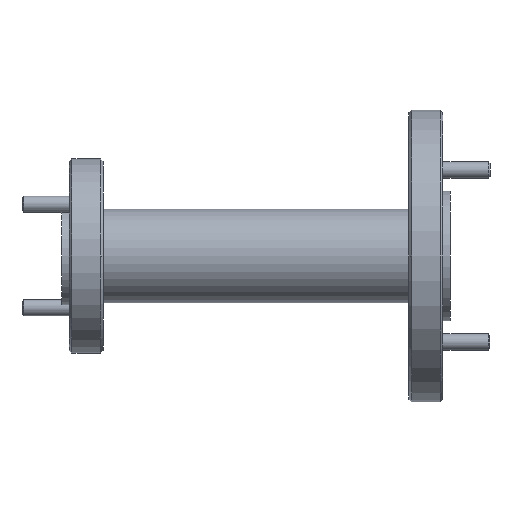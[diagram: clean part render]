
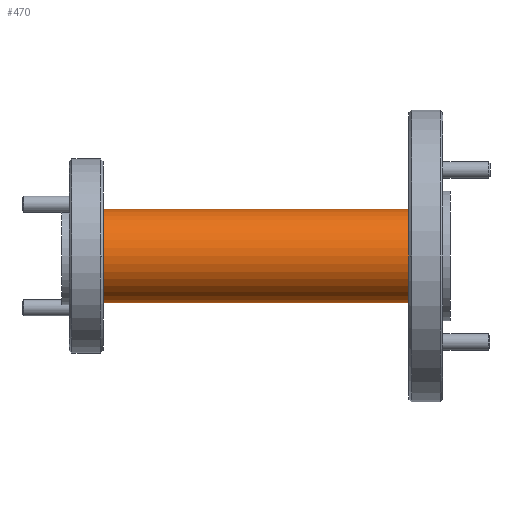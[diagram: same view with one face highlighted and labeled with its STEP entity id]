
A CAD part, front view. The second image highlights one B-rep face of the part: STEP entity #470.
In plain terms, the highlighted cylindrical face has radius 4.572 mm (diameter 9.144 mm), a partial arc.
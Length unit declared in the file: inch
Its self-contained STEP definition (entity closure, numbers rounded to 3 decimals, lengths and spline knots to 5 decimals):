
#22 = CARTESIAN_POINT ( 'NONE',  ( -0.90134, 0.77055, 0.44346 ) ) ;
#136 = CIRCLE ( 'NONE', #3619, 0.18 ) ;
#241 = DIRECTION ( 'NONE',  ( 0., 0., 1. ) ) ;
#393 = ORIENTED_EDGE ( 'NONE', *, *, #1699, .F. ) ;
#430 = LINE ( 'NONE', #3862, #3409 ) ;
#470 = ADVANCED_FACE ( 'NONE', ( #1889 ), #2727, .T. ) ;
#677 = CARTESIAN_POINT ( 'NONE',  ( -2.24134, 0.77055, 0.08346 ) ) ;
#832 = CARTESIAN_POINT ( 'NONE',  ( -0.90134, 0.77055, 0.26346 ) ) ;
#893 = DIRECTION ( 'NONE',  ( 1., 0., 0. ) ) ;
#1067 = DIRECTION ( 'NONE',  ( -1., 0., 0. ) ) ;
#1276 = EDGE_CURVE ( 'NONE', #3846, #1419, #3439, .T. ) ;
#1372 = AXIS2_PLACEMENT_3D ( 'NONE', #832, #2945, #241 ) ;
#1419 = VERTEX_POINT ( 'NONE', #22 ) ;
#1474 = CARTESIAN_POINT ( 'NONE',  ( -2.08134, 0.77055, 0.08346 ) ) ;
#1483 = DIRECTION ( 'NONE',  ( -1., 0., 0. ) ) ;
#1593 = EDGE_CURVE ( 'NONE', #1419, #2026, #430, .T. ) ;
#1699 = EDGE_CURVE ( 'NONE', #3846, #2260, #2427, .T. ) ;
#1889 = FACE_OUTER_BOUND ( 'NONE', #3393, .T. ) ;
#2026 = VERTEX_POINT ( 'NONE', #2968 ) ;
#2115 = ORIENTED_EDGE ( 'NONE', *, *, #3220, .T. ) ;
#2260 = VERTEX_POINT ( 'NONE', #1474 ) ;
#2289 = DIRECTION ( 'NONE',  ( 0., 0., 1. ) ) ;
#2301 = ORIENTED_EDGE ( 'NONE', *, *, #1593, .T. ) ;
#2417 = CARTESIAN_POINT ( 'NONE',  ( -0.90134, 0.77055, 0.08346 ) ) ;
#2427 = LINE ( 'NONE', #677, #2885 ) ;
#2697 = DIRECTION ( 'NONE',  ( 0., 0., 1. ) ) ;
#2727 = CYLINDRICAL_SURFACE ( 'NONE', #3596, 0.18 ) ;
#2779 = ORIENTED_EDGE ( 'NONE', *, *, #1276, .T. ) ;
#2885 = VECTOR ( 'NONE', #1067, 39.37008 ) ;
#2945 = DIRECTION ( 'NONE',  ( -1., 0., 0. ) ) ;
#2968 = CARTESIAN_POINT ( 'NONE',  ( -2.08134, 0.77055, 0.44346 ) ) ;
#2973 = CARTESIAN_POINT ( 'NONE',  ( -2.08134, 0.77055, 0.26346 ) ) ;
#3158 = DIRECTION ( 'NONE',  ( -1., 0., 0. ) ) ;
#3220 = EDGE_CURVE ( 'NONE', #2026, #2260, #136, .T. ) ;
#3393 = EDGE_LOOP ( 'NONE', ( #393, #2779, #2301, #2115 ) ) ;
#3409 = VECTOR ( 'NONE', #1483, 39.37008 ) ;
#3439 = CIRCLE ( 'NONE', #1372, 0.18 ) ;
#3596 = AXIS2_PLACEMENT_3D ( 'NONE', #3739, #3158, #2289 ) ;
#3619 = AXIS2_PLACEMENT_3D ( 'NONE', #2973, #893, #2697 ) ;
#3739 = CARTESIAN_POINT ( 'NONE',  ( -2.24134, 0.77055, 0.26346 ) ) ;
#3846 = VERTEX_POINT ( 'NONE', #2417 ) ;
#3862 = CARTESIAN_POINT ( 'NONE',  ( -2.24134, 0.77055, 0.44346 ) ) ;
